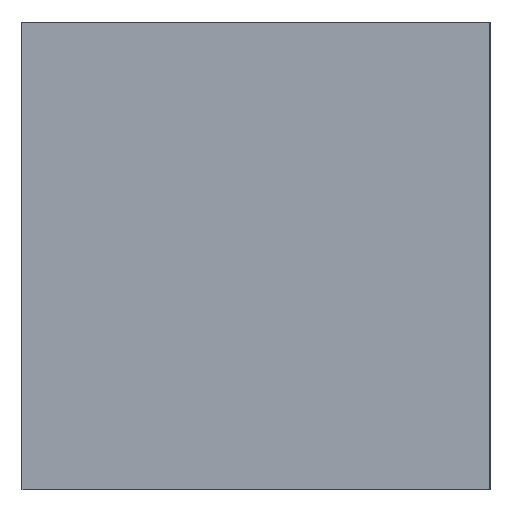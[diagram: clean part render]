
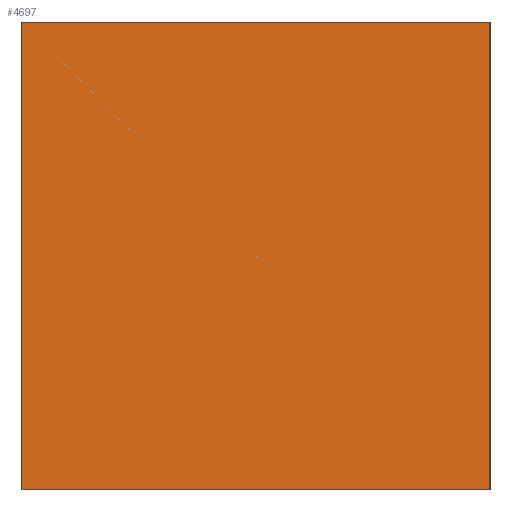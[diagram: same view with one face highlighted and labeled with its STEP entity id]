
A CAD part, left-side view. The second image highlights one B-rep face of the part: STEP entity #4697.
In plain terms, the highlighted planar face has unit normal (-1, 0, 0).
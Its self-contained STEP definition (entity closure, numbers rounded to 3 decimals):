
#4263=CARTESIAN_POINT('',(-6.6,6.6,13.2));
#4264=VERTEX_POINT('',#4263);
#4271=CARTESIAN_POINT('',(-6.6,-6.6,13.2));
#4272=VERTEX_POINT('',#4271);
#4273=CARTESIAN_POINT('',(-6.6,-6.6,13.2));
#4274=DIRECTION('',(0.,1.,0.));
#4275=VECTOR('',#4274,13.2);
#4276=LINE('',#4273,#4275);
#4277=EDGE_CURVE('',#4272,#4264,#4276,.T.);
#4655=CARTESIAN_POINT('',(-6.6,6.6,0.));
#4656=VERTEX_POINT('',#4655);
#4663=CARTESIAN_POINT('',(-6.6,6.6,13.2));
#4664=DIRECTION('',(0.,0.,-1.));
#4665=VECTOR('',#4664,13.2);
#4666=LINE('',#4663,#4665);
#4667=EDGE_CURVE('',#4264,#4656,#4666,.T.);
#4674=CARTESIAN_POINT('',(-6.6,0.,13.2));
#4675=DIRECTION('',(-1.,0.,0.));
#4676=DIRECTION('',(0.,0.,1.));
#4677=AXIS2_PLACEMENT_3D('',#4674,#4675,#4676);
#4678=PLANE('',#4677);
#4679=CARTESIAN_POINT('',(-6.6,-6.6,0.));
#4680=VERTEX_POINT('',#4679);
#4681=CARTESIAN_POINT('',(-6.6,-6.6,0.));
#4682=DIRECTION('',(0.,1.,0.));
#4683=VECTOR('',#4682,13.2);
#4684=LINE('',#4681,#4683);
#4685=EDGE_CURVE('',#4680,#4656,#4684,.T.);
#4686=ORIENTED_EDGE('',*,*,#4685,.F.);
#4687=CARTESIAN_POINT('',(-6.6,-6.6,13.2));
#4688=DIRECTION('',(0.,0.,-1.));
#4689=VECTOR('',#4688,13.2);
#4690=LINE('',#4687,#4689);
#4691=EDGE_CURVE('',#4272,#4680,#4690,.T.);
#4692=ORIENTED_EDGE('',*,*,#4691,.F.);
#4693=ORIENTED_EDGE('',*,*,#4277,.T.);
#4694=ORIENTED_EDGE('',*,*,#4667,.T.);
#4695=EDGE_LOOP('',(#4686,#4692,#4693,#4694));
#4696=FACE_BOUND('',#4695,.T.);
#4697=ADVANCED_FACE('',(#4696),#4678,.T.);
